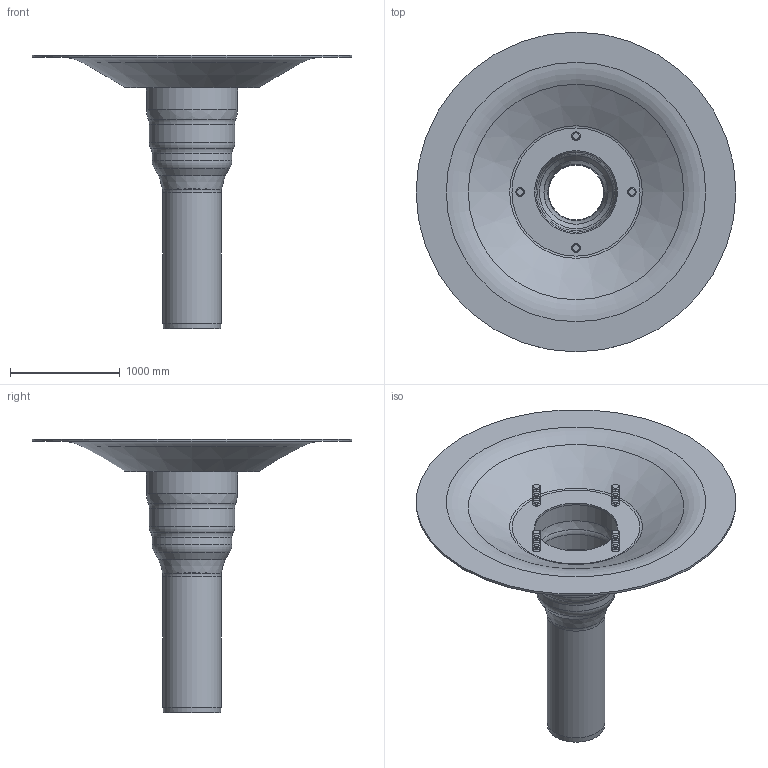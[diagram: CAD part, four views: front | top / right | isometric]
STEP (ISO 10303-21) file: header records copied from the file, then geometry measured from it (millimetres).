
FILE_DESCRIPTION(/* description */ (''),/* implementation_level */ '2;1');
FILE_NAME(/* name */ '19001.050X_3D.stp',/* time_stamp */ '2024-12-12T07:41:06+01:00',/* author */ ('CAD'),/* organization */ (''),/* preprocessor_version */ 'ST-DEVELOPER v20',/* originating_system */ 'AutoCAD Mechanical',/* authorisation */ '');
FILE_SCHEMA (('AUTOMOTIVE_DESIGN { 1 0 10303 214 3 1 1 }'));
Length unit declared in the file: centimetre
Products named in the file (4): Product; *S0; *U2; *U1
Assembly tree (6 placements, depth 3):
  Product
    *S0
    *U2
      *U1  x4
Bounding box: 2920 x 2920 x 2500 mm (x, y, z)
Volume: 181967365.5 mm3; surface area: 22359322.9 mm2
Topology: 7 solids, 7 shells, 132 faces, 277 edges, 164 vertices
Faces by surface type: cone 90, torus 16, plane 14, cylinder 10, bspline 2
Full cylindrical faces by diameter (mm): 510 x1, 530 x1, 706 x1, 730 x1, 756 x1, 758 x1, 782 x1, 808 x1, 832 x1, 2920 x1
Entity records: 2081 total; most frequent: DIRECTION 408, CARTESIAN_POINT 374, ORIENTED_EDGE 298, AXIS2_PLACEMENT_3D 183, EDGE_CURVE 149, CIRCLE 109, VERTEX_POINT 91, EDGE_LOOP 72
